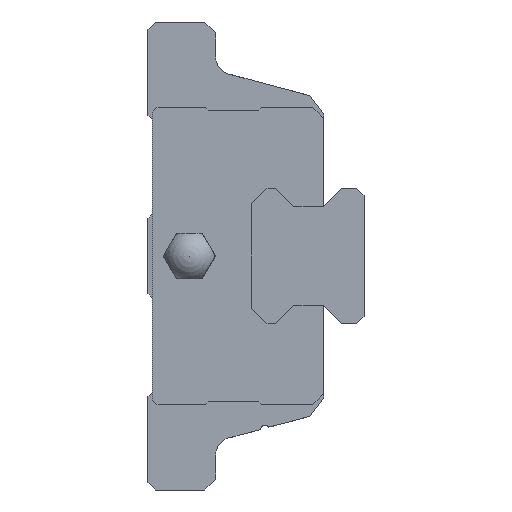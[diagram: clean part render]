
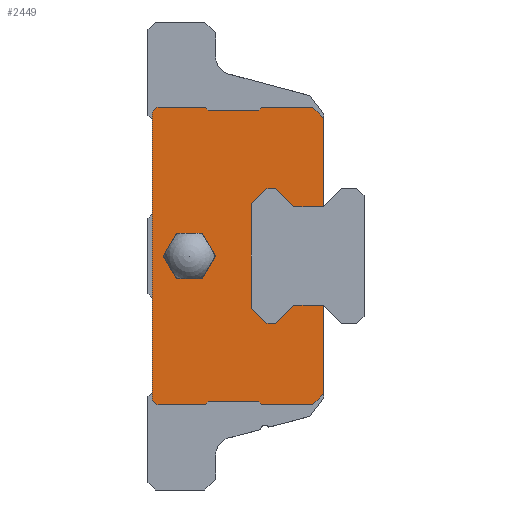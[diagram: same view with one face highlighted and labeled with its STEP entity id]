
A CAD part, left-side view. The second image highlights one B-rep face of the part: STEP entity #2449.
In plain terms, the highlighted planar face has unit normal (-1, 0, 0).
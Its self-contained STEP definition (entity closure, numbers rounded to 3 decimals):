
#592=ORIENTED_EDGE('',*,*,#1028,.F.);
#593=ORIENTED_EDGE('',*,*,#978,.F.);
#594=ORIENTED_EDGE('',*,*,#1053,.F.);
#595=ORIENTED_EDGE('',*,*,#1051,.F.);
#596=ORIENTED_EDGE('',*,*,#1049,.F.);
#597=ORIENTED_EDGE('',*,*,#1047,.F.);
#598=ORIENTED_EDGE('',*,*,#1045,.F.);
#599=ORIENTED_EDGE('',*,*,#1043,.F.);
#600=ORIENTED_EDGE('',*,*,#1041,.F.);
#601=ORIENTED_EDGE('',*,*,#954,.F.);
#602=ORIENTED_EDGE('',*,*,#951,.F.);
#603=ORIENTED_EDGE('',*,*,#948,.F.);
#604=ORIENTED_EDGE('',*,*,#945,.F.);
#605=ORIENTED_EDGE('',*,*,#942,.F.);
#606=ORIENTED_EDGE('',*,*,#939,.F.);
#607=ORIENTED_EDGE('',*,*,#936,.F.);
#608=ORIENTED_EDGE('',*,*,#933,.F.);
#609=ORIENTED_EDGE('',*,*,#930,.F.);
#610=ORIENTED_EDGE('',*,*,#927,.F.);
#611=ORIENTED_EDGE('',*,*,#923,.F.);
#612=ORIENTED_EDGE('',*,*,#1040,.F.);
#613=ORIENTED_EDGE('',*,*,#1038,.F.);
#614=ORIENTED_EDGE('',*,*,#1036,.F.);
#615=ORIENTED_EDGE('',*,*,#1034,.F.);
#616=ORIENTED_EDGE('',*,*,#1032,.F.);
#617=ORIENTED_EDGE('',*,*,#1030,.F.);
#618=ORIENTED_EDGE('',*,*,#1054,.T.);
#619=ORIENTED_EDGE('',*,*,#1055,.T.);
#620=ORIENTED_EDGE('',*,*,#1056,.T.);
#621=ORIENTED_EDGE('',*,*,#1057,.T.);
#622=ORIENTED_EDGE('',*,*,#1058,.T.);
#623=ORIENTED_EDGE('',*,*,#1059,.T.);
#923=EDGE_CURVE('',#1246,#1247,#1473,.T.);
#927=EDGE_CURVE('',#1247,#1250,#1477,.T.);
#930=EDGE_CURVE('',#1250,#1252,#1480,.T.);
#933=EDGE_CURVE('',#1252,#1254,#1483,.T.);
#936=EDGE_CURVE('',#1254,#1256,#1486,.T.);
#939=EDGE_CURVE('',#1256,#1258,#1489,.T.);
#942=EDGE_CURVE('',#1258,#1260,#1492,.T.);
#945=EDGE_CURVE('',#1260,#1262,#1495,.T.);
#948=EDGE_CURVE('',#1262,#1264,#1498,.T.);
#951=EDGE_CURVE('',#1264,#1266,#1501,.T.);
#954=EDGE_CURVE('',#1266,#1268,#1504,.T.);
#978=EDGE_CURVE('',#1272,#1273,#1521,.T.);
#1028=EDGE_CURVE('',#1273,#1304,#1564,.T.);
#1030=EDGE_CURVE('',#1304,#1305,#1566,.T.);
#1032=EDGE_CURVE('',#1305,#1306,#1568,.T.);
#1034=EDGE_CURVE('',#1306,#1307,#1570,.T.);
#1036=EDGE_CURVE('',#1307,#1308,#1572,.T.);
#1038=EDGE_CURVE('',#1308,#1309,#1574,.T.);
#1040=EDGE_CURVE('',#1309,#1246,#1576,.T.);
#1041=EDGE_CURVE('',#1268,#1310,#1577,.T.);
#1043=EDGE_CURVE('',#1310,#1311,#1579,.T.);
#1045=EDGE_CURVE('',#1311,#1312,#1581,.T.);
#1047=EDGE_CURVE('',#1312,#1313,#1583,.T.);
#1049=EDGE_CURVE('',#1313,#1314,#1585,.T.);
#1051=EDGE_CURVE('',#1314,#1315,#1587,.T.);
#1053=EDGE_CURVE('',#1315,#1272,#1589,.T.);
#1054=EDGE_CURVE('',#1316,#1317,#1590,.T.);
#1055=EDGE_CURVE('',#1317,#1318,#1591,.T.);
#1056=EDGE_CURVE('',#1318,#1319,#1592,.T.);
#1057=EDGE_CURVE('',#1319,#1320,#1593,.T.);
#1058=EDGE_CURVE('',#1320,#1321,#1594,.T.);
#1059=EDGE_CURVE('',#1321,#1316,#1595,.T.);
#1246=VERTEX_POINT('',#3647);
#1247=VERTEX_POINT('',#3649);
#1250=VERTEX_POINT('',#3657);
#1252=VERTEX_POINT('',#3663);
#1254=VERTEX_POINT('',#3669);
#1256=VERTEX_POINT('',#3675);
#1258=VERTEX_POINT('',#3681);
#1260=VERTEX_POINT('',#3687);
#1262=VERTEX_POINT('',#3693);
#1264=VERTEX_POINT('',#3699);
#1266=VERTEX_POINT('',#3705);
#1268=VERTEX_POINT('',#3711);
#1272=VERTEX_POINT('',#3751);
#1273=VERTEX_POINT('',#3753);
#1304=VERTEX_POINT('',#3861);
#1305=VERTEX_POINT('',#3865);
#1306=VERTEX_POINT('',#3869);
#1307=VERTEX_POINT('',#3873);
#1308=VERTEX_POINT('',#3877);
#1309=VERTEX_POINT('',#3881);
#1310=VERTEX_POINT('',#3887);
#1311=VERTEX_POINT('',#3891);
#1312=VERTEX_POINT('',#3895);
#1313=VERTEX_POINT('',#3899);
#1314=VERTEX_POINT('',#3903);
#1315=VERTEX_POINT('',#3907);
#1316=VERTEX_POINT('',#3913);
#1317=VERTEX_POINT('',#3914);
#1318=VERTEX_POINT('',#3916);
#1319=VERTEX_POINT('',#3918);
#1320=VERTEX_POINT('',#3920);
#1321=VERTEX_POINT('',#3922);
#1473=LINE('',#3648,#1761);
#1477=LINE('',#3656,#1765);
#1480=LINE('',#3662,#1768);
#1483=LINE('',#3668,#1771);
#1486=LINE('',#3674,#1774);
#1489=LINE('',#3680,#1777);
#1492=LINE('',#3686,#1780);
#1495=LINE('',#3692,#1783);
#1498=LINE('',#3698,#1786);
#1501=LINE('',#3704,#1789);
#1504=LINE('',#3710,#1792);
#1521=LINE('',#3752,#1809);
#1564=LINE('',#3860,#1852);
#1566=LINE('',#3864,#1854);
#1568=LINE('',#3868,#1856);
#1570=LINE('',#3872,#1858);
#1572=LINE('',#3876,#1860);
#1574=LINE('',#3880,#1862);
#1576=LINE('',#3884,#1864);
#1577=LINE('',#3886,#1865);
#1579=LINE('',#3890,#1867);
#1581=LINE('',#3894,#1869);
#1583=LINE('',#3898,#1871);
#1585=LINE('',#3902,#1873);
#1587=LINE('',#3906,#1875);
#1589=LINE('',#3910,#1877);
#1590=LINE('',#3912,#1878);
#1591=LINE('',#3915,#1879);
#1592=LINE('',#3917,#1880);
#1593=LINE('',#3919,#1881);
#1594=LINE('',#3921,#1882);
#1595=LINE('',#3923,#1883);
#1761=VECTOR('',#2866,1000.);
#1765=VECTOR('',#2872,1000.);
#1768=VECTOR('',#2877,1000.);
#1771=VECTOR('',#2882,1000.);
#1774=VECTOR('',#2887,1000.);
#1777=VECTOR('',#2892,1000.);
#1780=VECTOR('',#2897,1000.);
#1783=VECTOR('',#2902,1000.);
#1786=VECTOR('',#2907,1000.);
#1789=VECTOR('',#2912,1000.);
#1792=VECTOR('',#2917,1000.);
#1809=VECTOR('',#2974,1000.);
#1852=VECTOR('',#3085,1000.);
#1854=VECTOR('',#3089,1000.);
#1856=VECTOR('',#3093,1000.);
#1858=VECTOR('',#3097,1000.);
#1860=VECTOR('',#3101,1000.);
#1862=VECTOR('',#3105,1000.);
#1864=VECTOR('',#3109,1000.);
#1865=VECTOR('',#3112,1000.);
#1867=VECTOR('',#3116,1000.);
#1869=VECTOR('',#3120,1000.);
#1871=VECTOR('',#3124,1000.);
#1873=VECTOR('',#3128,1000.);
#1875=VECTOR('',#3132,1000.);
#1877=VECTOR('',#3136,1000.);
#1878=VECTOR('',#3139,1000.);
#1879=VECTOR('',#3140,1000.);
#1880=VECTOR('',#3141,1000.);
#1881=VECTOR('',#3142,1000.);
#1882=VECTOR('',#3143,1000.);
#1883=VECTOR('',#3144,1000.);
#2052=EDGE_LOOP('',(#592,#593,#594,#595,#596,#597,#598,#599,#600,#601,#602,
#603,#604,#605,#606,#607,#608,#609,#610,#611,#612,#613,#614,#615,#616,#617));
#2053=EDGE_LOOP('',(#618,#619,#620,#621,#622,#623));
#2206=FACE_BOUND('',#2052,.T.);
#2207=FACE_BOUND('',#2053,.T.);
#2328=PLANE('',#2632);
#2449=ADVANCED_FACE('',(#2206,#2207),#2328,.F.);
#2632=AXIS2_PLACEMENT_3D('',#3911,#3137,#3138);
#2866=DIRECTION('',(0.,0.,-1.));
#2872=DIRECTION('',(0.,1.,0.));
#2877=DIRECTION('',(0.,0.707,0.707));
#2882=DIRECTION('',(0.,1.,0.));
#2887=DIRECTION('',(0.,0.711,-0.703));
#2892=DIRECTION('',(0.,0.,-1.));
#2897=DIRECTION('',(0.,-0.711,-0.703));
#2902=DIRECTION('',(0.,-1.,0.));
#2907=DIRECTION('',(0.,-0.707,0.707));
#2912=DIRECTION('',(0.,-1.,0.));
#2917=DIRECTION('',(0.,0.,-1.));
#2974=DIRECTION('',(0.,0.,1.));
#3085=DIRECTION('',(0.,-0.707,0.707));
#3089=DIRECTION('',(0.,-1.,0.));
#3093=DIRECTION('',(0.,-0.707,-0.707));
#3097=DIRECTION('',(0.,-1.,0.));
#3101=DIRECTION('',(0.,-0.707,0.707));
#3105=DIRECTION('',(0.,-1.,0.));
#3109=DIRECTION('',(0.,-0.707,-0.707));
#3112=DIRECTION('',(0.,0.707,-0.707));
#3116=DIRECTION('',(0.,1.,0.));
#3120=DIRECTION('',(0.,0.707,0.707));
#3124=DIRECTION('',(0.,1.,0.));
#3128=DIRECTION('',(0.,0.707,-0.707));
#3132=DIRECTION('',(0.,1.,0.));
#3136=DIRECTION('',(0.,0.707,0.707));
#3137=DIRECTION('',(1.,0.,0.));
#3138=DIRECTION('',(0.,0.,-1.));
#3139=DIRECTION('',(0.,1.,0.));
#3140=DIRECTION('',(0.,0.5,0.866));
#3141=DIRECTION('',(0.,-0.5,0.866));
#3142=DIRECTION('',(0.,-1.,0.));
#3143=DIRECTION('',(0.,-0.5,-0.866));
#3144=DIRECTION('',(0.,0.5,-0.866));
#3647=CARTESIAN_POINT('',(-28.6,-19.5,15.3));
#3648=CARTESIAN_POINT('',(-28.6,-19.5,15.3));
#3649=CARTESIAN_POINT('',(-28.6,-19.5,5.5));
#3656=CARTESIAN_POINT('',(-28.6,-19.5,5.5));
#3657=CARTESIAN_POINT('',(-28.6,-16.2,5.5));
#3662=CARTESIAN_POINT('',(-28.6,-16.2,5.5));
#3663=CARTESIAN_POINT('',(-28.6,-14.2,7.5));
#3668=CARTESIAN_POINT('',(-28.6,-14.2,7.5));
#3669=CARTESIAN_POINT('',(-28.6,-13.22,7.5));
#3674=CARTESIAN_POINT('',(-28.6,-13.22,7.5));
#3675=CARTESIAN_POINT('',(-28.6,-11.5,5.8));
#3680=CARTESIAN_POINT('',(-28.6,-11.5,5.8));
#3681=CARTESIAN_POINT('',(-28.6,-11.5,-5.8));
#3686=CARTESIAN_POINT('',(-28.6,-11.5,-5.8));
#3687=CARTESIAN_POINT('',(-28.6,-13.22,-7.5));
#3692=CARTESIAN_POINT('',(-28.6,-13.22,-7.5));
#3693=CARTESIAN_POINT('',(-28.6,-14.2,-7.5));
#3698=CARTESIAN_POINT('',(-28.6,-14.2,-7.5));
#3699=CARTESIAN_POINT('',(-28.6,-16.2,-5.5));
#3704=CARTESIAN_POINT('',(-28.6,-16.2,-5.5));
#3705=CARTESIAN_POINT('',(-28.6,-19.5,-5.5));
#3710=CARTESIAN_POINT('',(-28.6,-19.5,-5.5));
#3711=CARTESIAN_POINT('',(-28.6,-19.5,-15.3));
#3751=CARTESIAN_POINT('',(-28.6,-0.5,-16.));
#3752=CARTESIAN_POINT('',(-28.6,-0.5,-16.));
#3753=CARTESIAN_POINT('',(-28.6,-0.5,16.));
#3860=CARTESIAN_POINT('',(-28.6,-0.5,16.));
#3861=CARTESIAN_POINT('',(-28.6,-1.,16.5));
#3864=CARTESIAN_POINT('',(-28.6,-1.,16.5));
#3865=CARTESIAN_POINT('',(-28.6,-6.375,16.5));
#3868=CARTESIAN_POINT('',(-28.6,-6.375,16.5));
#3869=CARTESIAN_POINT('',(-28.6,-6.675,16.2));
#3872=CARTESIAN_POINT('',(-28.6,-6.675,16.2));
#3873=CARTESIAN_POINT('',(-28.6,-12.325,16.2));
#3876=CARTESIAN_POINT('',(-28.6,-12.325,16.2));
#3877=CARTESIAN_POINT('',(-28.6,-12.625,16.5));
#3880=CARTESIAN_POINT('',(-28.6,-12.625,16.5));
#3881=CARTESIAN_POINT('',(-28.6,-18.3,16.5));
#3884=CARTESIAN_POINT('',(-28.6,-18.3,16.5));
#3886=CARTESIAN_POINT('',(-28.6,-19.5,-15.3));
#3887=CARTESIAN_POINT('',(-28.6,-18.3,-16.5));
#3890=CARTESIAN_POINT('',(-28.6,-18.3,-16.5));
#3891=CARTESIAN_POINT('',(-28.6,-12.625,-16.5));
#3894=CARTESIAN_POINT('',(-28.6,-12.625,-16.5));
#3895=CARTESIAN_POINT('',(-28.6,-12.325,-16.2));
#3898=CARTESIAN_POINT('',(-28.6,-12.325,-16.2));
#3899=CARTESIAN_POINT('',(-28.6,-6.675,-16.2));
#3902=CARTESIAN_POINT('',(-28.6,-6.675,-16.2));
#3903=CARTESIAN_POINT('',(-28.6,-6.375,-16.5));
#3906=CARTESIAN_POINT('',(-28.6,-6.375,-16.5));
#3907=CARTESIAN_POINT('',(-28.6,-1.,-16.5));
#3910=CARTESIAN_POINT('',(-28.6,-1.,-16.5));
#3911=CARTESIAN_POINT('',(-28.6,0.,0.));
#3912=CARTESIAN_POINT('',(-28.6,-6.043,-2.5));
#3913=CARTESIAN_POINT('',(-28.6,-6.043,-2.5));
#3914=CARTESIAN_POINT('',(-28.6,-3.157,-2.5));
#3915=CARTESIAN_POINT('',(-28.6,-3.157,-2.5));
#3916=CARTESIAN_POINT('',(-28.6,-1.713,0.));
#3917=CARTESIAN_POINT('',(-28.6,-1.713,0.));
#3918=CARTESIAN_POINT('',(-28.6,-3.157,2.5));
#3919=CARTESIAN_POINT('',(-28.6,-3.157,2.5));
#3920=CARTESIAN_POINT('',(-28.6,-6.043,2.5));
#3921=CARTESIAN_POINT('',(-28.6,-6.043,2.5));
#3922=CARTESIAN_POINT('',(-28.6,-7.487,0.));
#3923=CARTESIAN_POINT('',(-28.6,-7.487,0.));
